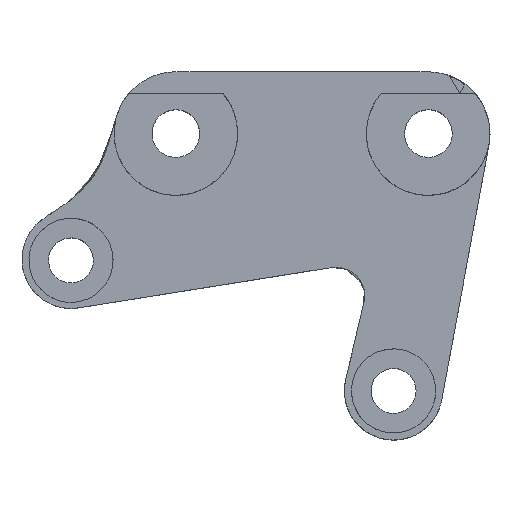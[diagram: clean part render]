
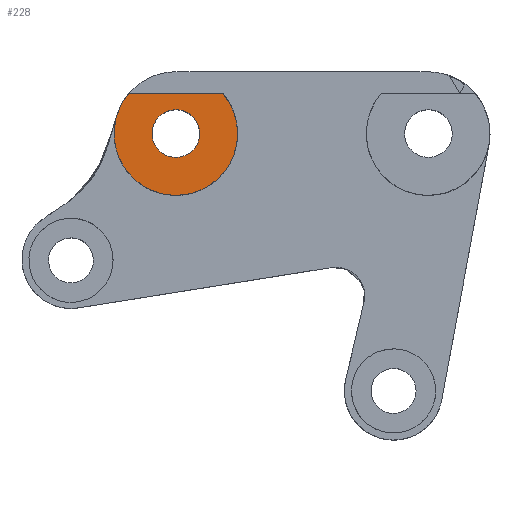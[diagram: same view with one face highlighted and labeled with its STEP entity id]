
A CAD part, top view. The second image highlights one B-rep face of the part: STEP entity #228.
In plain terms, the highlighted planar face has unit normal (0, 0, 1).
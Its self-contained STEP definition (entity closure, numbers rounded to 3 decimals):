
#20=FACE_BOUND('',#63,.T.);
#29=PLANE('',#250);
#42=FACE_OUTER_BOUND('',#62,.T.);
#62=EDGE_LOOP('',(#191));
#63=EDGE_LOOP('',(#192));
#105=B_SPLINE_CURVE_WITH_KNOTS('',3,(#1289,#1290,#1291,#1292,#1293,#1294,
#1295,#1296,#1297,#1298,#1299,#1300,#1301),.UNSPECIFIED.,.T.,.F.,(4,3,3,
3,4),(0.,1.,2.,3.,4.),.UNSPECIFIED.);
#106=B_SPLINE_CURVE_WITH_KNOTS('',3,(#1378,#1379,#1380,#1381,#1382,#1383,
#1384,#1385,#1386,#1387,#1388,#1389,#1390,#1391,#1392,#1393,#1394,#1395,
#1396,#1397,#1398,#1399,#1400,#1401,#1402,#1403,#1404,#1405,#1406,#1407,
#1408,#1409,#1410,#1411,#1412,#1413,#1414),.UNSPECIFIED.,.T.,.F.,(4,3,3,
3,3,3,3,3,3,3,3,3,4),(-12.,-11.,-10.,-9.,-8.,-7.,-6.,-5.,-4.,-3.,-2.,-1.,
0.),.UNSPECIFIED.);
#123=VERTEX_POINT('',#1287);
#124=VERTEX_POINT('',#1376);
#147=EDGE_CURVE('',#123,#123,#105,.T.);
#149=EDGE_CURVE('',#124,#124,#106,.T.);
#191=ORIENTED_EDGE('',*,*,#149,.T.);
#192=ORIENTED_EDGE('',*,*,#147,.T.);
#228=ADVANCED_FACE('',(#42,#20),#29,.T.);
#250=AXIS2_PLACEMENT_3D('',#1415,#267,#268);
#267=DIRECTION('center_axis',(0.,0.,1.));
#268=DIRECTION('ref_axis',(1.,0.,0.));
#1287=CARTESIAN_POINT('',(172.005,-33.126,21.5));
#1289=CARTESIAN_POINT('Ctrl Pts',(172.005,-33.126,21.5));
#1290=CARTESIAN_POINT('Ctrl Pts',(172.005,-35.473,21.5));
#1291=CARTESIAN_POINT('Ctrl Pts',(170.102,-37.376,21.5));
#1292=CARTESIAN_POINT('Ctrl Pts',(167.755,-37.376,21.5));
#1293=CARTESIAN_POINT('Ctrl Pts',(165.407,-37.376,21.5));
#1294=CARTESIAN_POINT('Ctrl Pts',(163.505,-35.473,21.5));
#1295=CARTESIAN_POINT('Ctrl Pts',(163.505,-33.126,21.5));
#1296=CARTESIAN_POINT('Ctrl Pts',(163.505,-30.778,21.5));
#1297=CARTESIAN_POINT('Ctrl Pts',(165.407,-28.876,21.5));
#1298=CARTESIAN_POINT('Ctrl Pts',(167.755,-28.876,21.5));
#1299=CARTESIAN_POINT('Ctrl Pts',(170.102,-28.876,21.5));
#1300=CARTESIAN_POINT('Ctrl Pts',(172.005,-30.778,21.5));
#1301=CARTESIAN_POINT('Ctrl Pts',(172.005,-33.126,21.5));
#1376=CARTESIAN_POINT('',(159.376,-26.01,21.5));
#1378=CARTESIAN_POINT('Ctrl Pts',(159.376,-26.01,21.5));
#1379=CARTESIAN_POINT('Ctrl Pts',(158.902,-26.567,21.5));
#1380=CARTESIAN_POINT('Ctrl Pts',(158.482,-27.171,21.5));
#1381=CARTESIAN_POINT('Ctrl Pts',(158.127,-27.81,21.5));
#1382=CARTESIAN_POINT('Ctrl Pts',(156.575,-30.606,21.5));
#1383=CARTESIAN_POINT('Ctrl Pts',(156.334,-34.033,21.5));
#1384=CARTESIAN_POINT('Ctrl Pts',(157.465,-37.023,21.5));
#1385=CARTESIAN_POINT('Ctrl Pts',(158.508,-39.779,21.5));
#1386=CARTESIAN_POINT('Ctrl Pts',(160.67,-42.046,21.5));
#1387=CARTESIAN_POINT('Ctrl Pts',(163.372,-43.222,21.5));
#1388=CARTESIAN_POINT('Ctrl Pts',(166.266,-44.481,21.5));
#1389=CARTESIAN_POINT('Ctrl Pts',(169.651,-44.42,21.5));
#1390=CARTESIAN_POINT('Ctrl Pts',(172.498,-43.058,21.5));
#1391=CARTESIAN_POINT('Ctrl Pts',(175.22,-41.756,21.5));
#1392=CARTESIAN_POINT('Ctrl Pts',(177.333,-39.332,21.5));
#1393=CARTESIAN_POINT('Ctrl Pts',(178.245,-36.455,21.5));
#1394=CARTESIAN_POINT('Ctrl Pts',(179.19,-33.471,21.5));
#1395=CARTESIAN_POINT('Ctrl Pts',(178.802,-30.142,21.5));
#1396=CARTESIAN_POINT('Ctrl Pts',(177.184,-27.462,21.5));
#1397=CARTESIAN_POINT('Ctrl Pts',(176.978,-27.122,21.5));
#1398=CARTESIAN_POINT('Ctrl Pts',(176.755,-26.793,21.5));
#1399=CARTESIAN_POINT('Ctrl Pts',(176.514,-26.477,21.5));
#1400=CARTESIAN_POINT('Ctrl Pts',(176.424,-26.358,21.5));
#1401=CARTESIAN_POINT('Ctrl Pts',(176.273,-26.075,21.5));
#1402=CARTESIAN_POINT('Ctrl Pts',(176.135,-26.014,21.5));
#1403=CARTESIAN_POINT('Ctrl Pts',(176.094,-25.996,21.5));
#1404=CARTESIAN_POINT('Ctrl Pts',(176.002,-26.014,21.5));
#1405=CARTESIAN_POINT('Ctrl Pts',(175.958,-26.014,21.5));
#1406=CARTESIAN_POINT('Ctrl Pts',(175.605,-26.014,21.5));
#1407=CARTESIAN_POINT('Ctrl Pts',(175.253,-26.014,21.5));
#1408=CARTESIAN_POINT('Ctrl Pts',(174.9,-26.014,21.5));
#1409=CARTESIAN_POINT('Ctrl Pts',(171.833,-26.013,21.5));
#1410=CARTESIAN_POINT('Ctrl Pts',(168.766,-26.012,21.5));
#1411=CARTESIAN_POINT('Ctrl Pts',(165.699,-26.012,21.5));
#1412=CARTESIAN_POINT('Ctrl Pts',(163.591,-26.011,21.5));
#1413=CARTESIAN_POINT('Ctrl Pts',(161.483,-26.011,21.5));
#1414=CARTESIAN_POINT('Ctrl Pts',(159.376,-26.01,21.5));
#1415=CARTESIAN_POINT('Origin',(167.762,-35.238,21.5));
